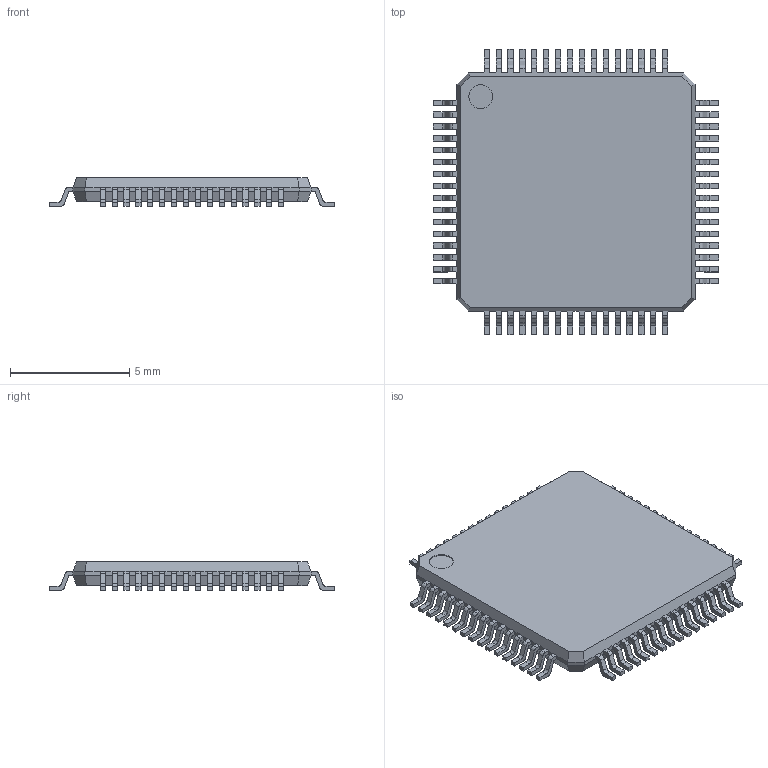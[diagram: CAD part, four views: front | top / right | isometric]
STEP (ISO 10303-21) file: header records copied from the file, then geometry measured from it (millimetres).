
FILE_DESCRIPTION (( 'STEP AP214' ), '1' );
FILE_NAME ('User Library-TQFP64_05.STEP', '2020-06-13T23:04:08', ( '' ), ( '' ), 'SwSTEP 2.0', 'SolidWorks 2019', '' );
FILE_SCHEMA (( 'AUTOMOTIVE_DESIGN' ));
Length unit declared in the file: millimetre
Products named in the file (1): User Library-TQFP64_05
Bounding box: 12 x 12 x 1.2 mm (x, y, z)
Volume: 100.4 mm3; surface area: 298.3 mm2
Topology: 1 solids, 1 shells, 861 faces, 2558 edges, 1700 vertices
Faces by surface type: plane 603, cylinder 258
Entity records: 29073 total; most frequent: CARTESIAN_POINT 5120, ORIENTED_EDGE 5116, DIRECTION 4798, EDGE_CURVE 2558, LINE 2042, VECTOR 2042, VERTEX_POINT 1700, AXIS2_PLACEMENT_3D 1378
